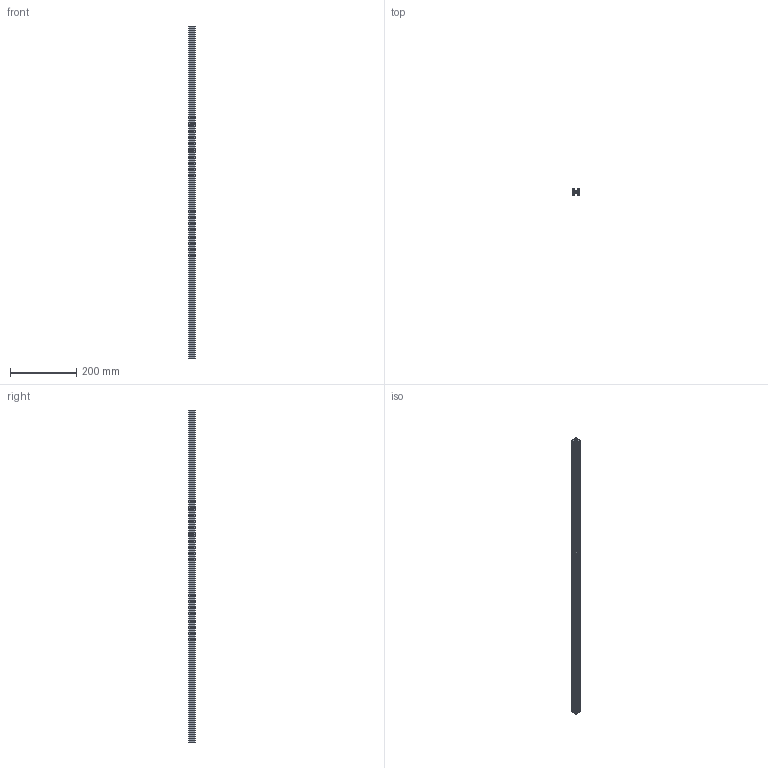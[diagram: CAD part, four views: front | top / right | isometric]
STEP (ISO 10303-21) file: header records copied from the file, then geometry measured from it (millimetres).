
FILE_DESCRIPTION (( 'STEP AP203' ), '1' );
FILE_NAME ('5049 - Perfil básico 20x20.STEP', '2024-05-22T14:00:40', ( '' ), ( '' ), 'SwSTEP 2.0', 'SolidWorks 2023', '' );
FILE_SCHEMA (( 'CONFIG_CONTROL_DESIGN' ));
Length unit declared in the file: millimetre
Products named in the file (1): 5049 - Perfil básico 20x20
Bounding box: 20 x 20 x 1000 mm (x, y, z)
Volume: 162302.4 mm3; surface area: 184539.7 mm2
Topology: 1 solids, 1 shells, 95 faces, 279 edges, 186 vertices
Faces by surface type: plane 82, cylinder 13
Entity records: 3200 total; most frequent: CARTESIAN_POINT 561, ORIENTED_EDGE 558, DIRECTION 497, EDGE_CURVE 279, LINE 253, VECTOR 253, VERTEX_POINT 186, AXIS2_PLACEMENT_3D 122
